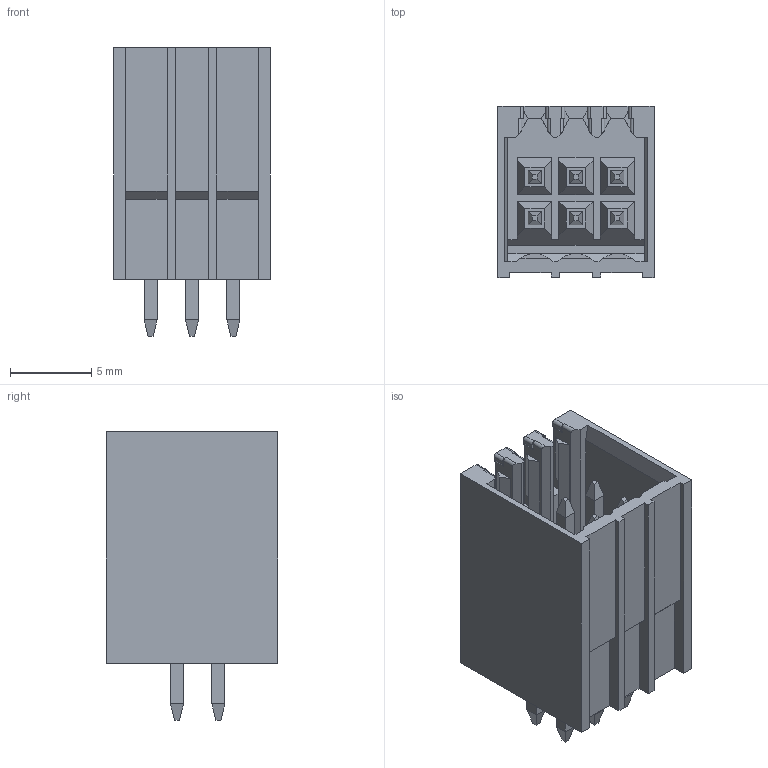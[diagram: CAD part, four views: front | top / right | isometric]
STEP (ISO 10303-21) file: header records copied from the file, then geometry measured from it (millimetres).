
FILE_DESCRIPTION(('FreeCAD Model'),'2;1');
FILE_NAME('DINKLE_0156-10XX.step','2019-10-14T22:00:19',( 'kicad StepUp'),('ksu MCAD'),'Open CASCADE STEP processor 7.3', 'FreeCAD','Unknown');
FILE_SCHEMA(('AUTOMOTIVE_DESIGN { 1 0 10303 214 1 1 1 1 }'));
Length unit declared in the file: millimetre
Products named in the file (1): DINKLE_0156-10XX
Bounding box: 9.58 x 10.5 x 17.7 mm (x, y, z)
Volume: 848.8 mm3; surface area: 1296.4 mm2
Topology: 1 solids, 1 shells, 282 faces, 720 edges, 455 vertices
Faces by surface type: plane 261, cylinder 21
Entity records: 8409 total; most frequent: CARTESIAN_POINT 1596, ORIENTED_EDGE 1440, DIRECTION 1307, EDGE_CURVE 720, LINE 669, VECTOR 669, VERTEX_POINT 455, AXIS2_PLACEMENT_3D 319
